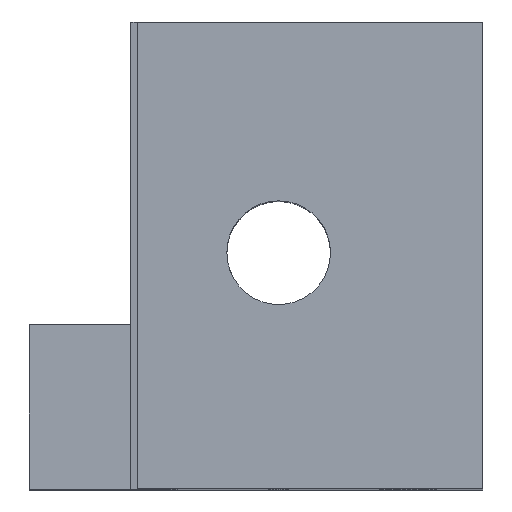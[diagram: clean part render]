
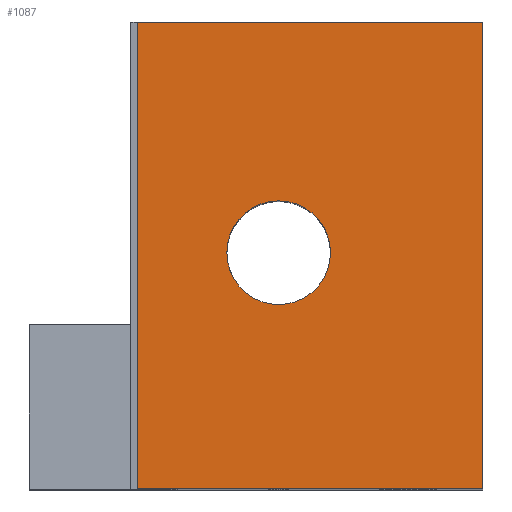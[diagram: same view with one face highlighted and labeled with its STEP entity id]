
A CAD part, top view. The second image highlights one B-rep face of the part: STEP entity #1087.
In plain terms, the highlighted planar face has unit normal (0, 0, 1).
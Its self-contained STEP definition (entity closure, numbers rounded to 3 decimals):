
#38=FACE_BOUND('',#218,.T.);
#56=PLANE('',#1241);
#142=FACE_OUTER_BOUND('',#217,.T.);
#217=EDGE_LOOP('',(#990,#991,#992,#993));
#218=EDGE_LOOP('',(#994));
#258=LINE('',#1819,#324);
#289=LINE('',#1979,#355);
#290=LINE('',#1982,#356);
#291=LINE('',#1983,#357);
#324=VECTOR('',#1391,10.);
#355=VECTOR('',#1568,10.);
#356=VECTOR('',#1571,10.);
#357=VECTOR('',#1572,10.);
#427=CIRCLE('',#1217,4.);
#501=VERTEX_POINT('',#1816);
#502=VERTEX_POINT('',#1818);
#537=VERTEX_POINT('',#1918);
#558=VERTEX_POINT('',#1977);
#559=VERTEX_POINT('',#1981);
#633=EDGE_CURVE('',#501,#502,#258,.T.);
#682=EDGE_CURVE('',#537,#537,#427,.T.);
#710=EDGE_CURVE('',#501,#558,#289,.T.);
#711=EDGE_CURVE('',#559,#558,#290,.T.);
#712=EDGE_CURVE('',#502,#559,#291,.T.);
#990=ORIENTED_EDGE('',*,*,#710,.T.);
#991=ORIENTED_EDGE('',*,*,#711,.F.);
#992=ORIENTED_EDGE('',*,*,#712,.F.);
#993=ORIENTED_EDGE('',*,*,#633,.F.);
#994=ORIENTED_EDGE('',*,*,#682,.T.);
#1087=ADVANCED_FACE('',(#142,#38),#56,.T.);
#1217=AXIS2_PLACEMENT_3D('',#1920,#1506,#1507);
#1241=AXIS2_PLACEMENT_3D('',#1980,#1569,#1570);
#1391=DIRECTION('',(1.,0.,0.));
#1506=DIRECTION('center_axis',(0.,0.,
-1.));
#1507=DIRECTION('ref_axis',(1.,0.,0.));
#1568=DIRECTION('',(0.,-1.,0.));
#1569=DIRECTION('center_axis',(0.,0.,
1.));
#1570=DIRECTION('ref_axis',(1.,0.,0.));
#1571=DIRECTION('',(-1.,0.,0.));
#1572=DIRECTION('',(0.,-1.,0.));
#1816=CARTESIAN_POINT('',(-7.15,18.,30.5));
#1818=CARTESIAN_POINT('',(19.5,18.,30.5));
#1819=CARTESIAN_POINT('',(19.5,18.,30.5));
#1918=CARTESIAN_POINT('',(-0.25,0.2,30.5));
#1920=CARTESIAN_POINT('Origin',(3.75,0.2,30.5));
#1977=CARTESIAN_POINT('',(-7.15,-18.,30.5));
#1979=CARTESIAN_POINT('',(-7.15,-38.374,30.5));
#1980=CARTESIAN_POINT('Origin',(2.,0.,30.5));
#1981=CARTESIAN_POINT('',(19.5,-18.,30.5));
#1982=CARTESIAN_POINT('',(-15.5,-18.,30.5));
#1983=CARTESIAN_POINT('',(19.5,-18.,30.5));
